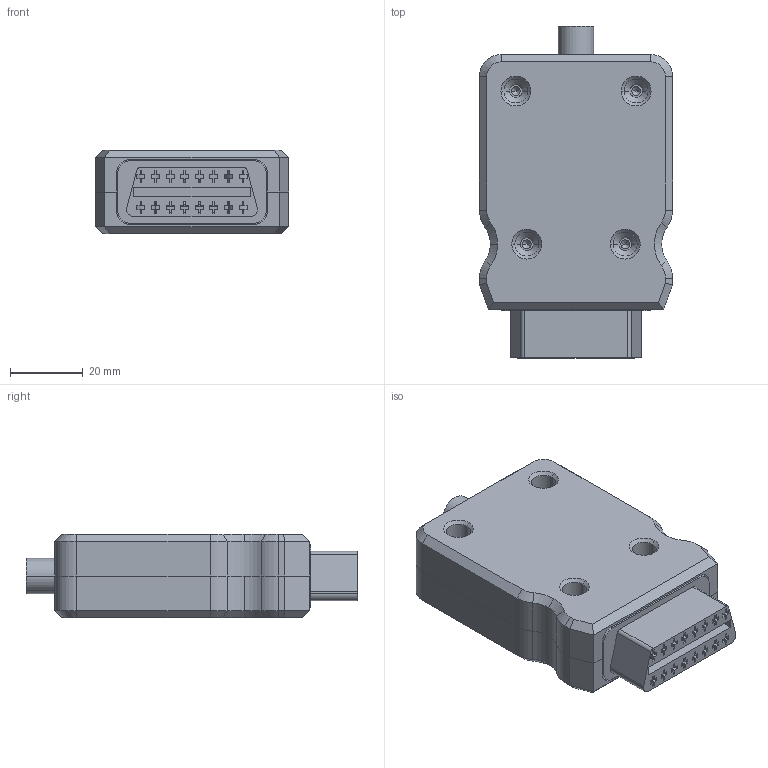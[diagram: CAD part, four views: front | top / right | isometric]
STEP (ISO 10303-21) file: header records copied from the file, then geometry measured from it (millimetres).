
FILE_DESCRIPTION (( 'STEP AP214' ), '1' );
FILE_NAME ('OBD2_female_connector_02.STEP', '', ( '' ), ( '' ), '', '', '' );
FILE_SCHEMA (( 'AUTOMOTIVE_DESIGN' ));
Length unit declared in the file: millimetre
Products named in the file (6): OBD2_SCI_PCB; SEP-A-OBD-D; OBD2_cable_holder; OBD2_connector_top_02; OBD2_connector_bottom_02; OBD2_female_connector_02
Assembly tree (5 placements, depth 2):
  OBD2_female_connector_02
    OBD2_connector_bottom_02
    OBD2_connector_top_02
    OBD2_cable_holder
    SEP-A-OBD-D
    OBD2_SCI_PCB
Bounding box: 53 x 91.05 x 23 mm (x, y, z)
Volume: 34588.1 mm3; surface area: 36861.8 mm2
Topology: 5 solids, 5 shells, 683 faces, 1802 edges, 1139 vertices
Faces by surface type: plane 454, cylinder 135, cone 60, torus 34
Entity records: 21135 total; most frequent: CARTESIAN_POINT 3672, ORIENTED_EDGE 3588, DIRECTION 3539, EDGE_CURVE 1794, VECTOR 1399, LINE 1399, VERTEX_POINT 1139, AXIS2_PLACEMENT_3D 1070
